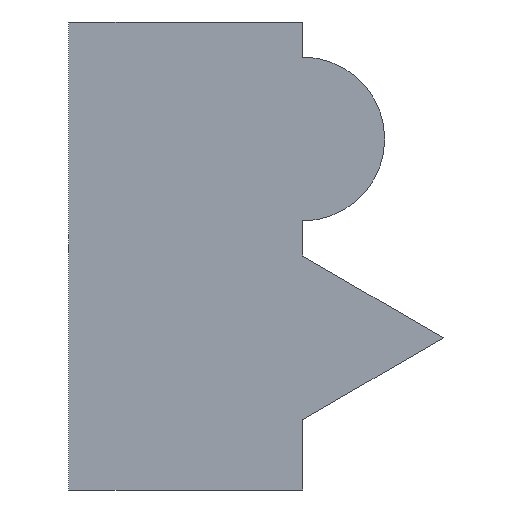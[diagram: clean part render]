
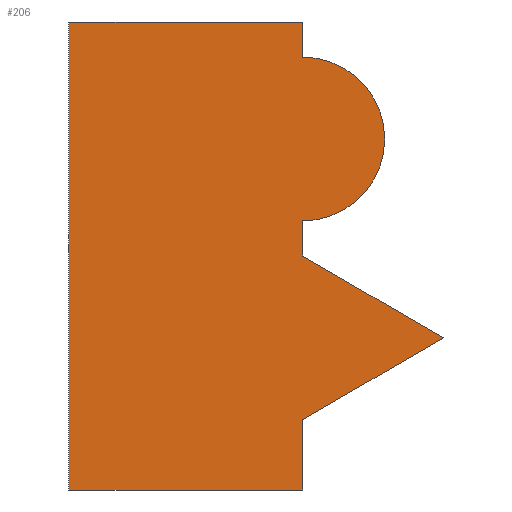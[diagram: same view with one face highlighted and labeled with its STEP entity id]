
A CAD part, front view. The second image highlights one B-rep face of the part: STEP entity #206.
In plain terms, the highlighted planar face has unit normal (0, -1, 0).
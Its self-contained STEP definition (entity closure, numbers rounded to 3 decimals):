
#4 = ORIENTED_EDGE ( 'NONE', *, *, #77, .F. ) ;
#8 = VERTEX_POINT ( 'NONE', #183 ) ;
#15 = VECTOR ( 'NONE', #148, 1000. ) ;
#16 = CARTESIAN_POINT ( 'NONE',  ( 100., 0., 0. ) ) ;
#20 = LINE ( 'NONE', #16, #221 ) ;
#22 = EDGE_CURVE ( 'NONE', #8, #169, #293, .T. ) ;
#24 = CARTESIAN_POINT ( 'NONE',  ( 160., 0., -135. ) ) ;
#28 = DIRECTION ( 'NONE',  ( 0.864, 0., -0.504 ) ) ;
#47 = VERTEX_POINT ( 'NONE', #369 ) ;
#48 = EDGE_CURVE ( 'NONE', #98, #174, #87, .T. ) ;
#51 = CIRCLE ( 'NONE', #275, 35. ) ;
#52 = CARTESIAN_POINT ( 'NONE',  ( 100., 0., -200. ) ) ;
#55 = CARTESIAN_POINT ( 'NONE',  ( 100., 0., -50. ) ) ;
#58 = ORIENTED_EDGE ( 'NONE', *, *, #318, .F. ) ;
#62 = VERTEX_POINT ( 'NONE', #91 ) ;
#64 = VERTEX_POINT ( 'NONE', #173 ) ;
#77 = EDGE_CURVE ( 'NONE', #62, #47, #117, .T. ) ;
#79 = FACE_OUTER_BOUND ( 'NONE', #179, .T. ) ;
#80 = DIRECTION ( 'NONE',  ( 0., 0., 1. ) ) ;
#83 = DIRECTION ( 'NONE',  ( 0., 1., 0. ) ) ;
#85 = LINE ( 'NONE', #345, #234 ) ;
#87 = LINE ( 'NONE', #364, #246 ) ;
#91 = CARTESIAN_POINT ( 'NONE',  ( 0., 0., 0. ) ) ;
#98 = VERTEX_POINT ( 'NONE', #251 ) ;
#105 = CARTESIAN_POINT ( 'NONE',  ( 100., 0., -50. ) ) ;
#116 = ORIENTED_EDGE ( 'NONE', *, *, #22, .F. ) ;
#117 = LINE ( 'NONE', #228, #269 ) ;
#131 = EDGE_CURVE ( 'NONE', #47, #225, #20, .T. ) ;
#145 = ORIENTED_EDGE ( 'NONE', *, *, #48, .F. ) ;
#148 = DIRECTION ( 'NONE',  ( -0.864, 0., -0.504 ) ) ;
#159 = VECTOR ( 'NONE', #295, 1000. ) ;
#161 = DIRECTION ( 'NONE',  ( 1., 0., 0. ) ) ;
#164 = DIRECTION ( 'NONE',  ( -1., 0., 0. ) ) ;
#169 = VERTEX_POINT ( 'NONE', #52 ) ;
#173 = CARTESIAN_POINT ( 'NONE',  ( 100., 0., -85. ) ) ;
#174 = VERTEX_POINT ( 'NONE', #24 ) ;
#178 = ORIENTED_EDGE ( 'NONE', *, *, #329, .F. ) ;
#179 = EDGE_LOOP ( 'NONE', ( #58, #289, #116, #303, #145, #178, #236, #307, #4 ) ) ;
#182 = CARTESIAN_POINT ( 'NONE',  ( 100., 0., -170. ) ) ;
#183 = CARTESIAN_POINT ( 'NONE',  ( 100., 0., -170. ) ) ;
#184 = DIRECTION ( 'NONE',  ( 0., 0., -1. ) ) ;
#192 = LINE ( 'NONE', #232, #347 ) ;
#197 = DIRECTION ( 'NONE',  ( 0., 0., -1. ) ) ;
#201 = DIRECTION ( 'NONE',  ( 0., 0., 1. ) ) ;
#206 = ADVANCED_FACE ( 'NONE', ( #79 ), #360, .F. ) ;
#213 = EDGE_CURVE ( 'NONE', #225, #64, #51, .T. ) ;
#218 = DIRECTION ( 'NONE',  ( 0., 1., 0. ) ) ;
#221 = VECTOR ( 'NONE', #184, 1000. ) ;
#224 = CARTESIAN_POINT ( 'NONE',  ( 100., 0., -15. ) ) ;
#225 = VERTEX_POINT ( 'NONE', #224 ) ;
#228 = CARTESIAN_POINT ( 'NONE',  ( 0., 0., 0. ) ) ;
#230 = DIRECTION ( 'NONE',  ( 0., 0., 1. ) ) ;
#232 = CARTESIAN_POINT ( 'NONE',  ( 100., 0., -85. ) ) ;
#234 = VECTOR ( 'NONE', #201, 1000. ) ;
#236 = ORIENTED_EDGE ( 'NONE', *, *, #213, .F. ) ;
#246 = VECTOR ( 'NONE', #28, 1000. ) ;
#251 = CARTESIAN_POINT ( 'NONE',  ( 100., 0., -100. ) ) ;
#256 = EDGE_CURVE ( 'NONE', #174, #8, #278, .T. ) ;
#269 = VECTOR ( 'NONE', #161, 1000. ) ;
#275 = AXIS2_PLACEMENT_3D ( 'NONE', #55, #218, #230 ) ;
#278 = LINE ( 'NONE', #290, #15 ) ;
#289 = ORIENTED_EDGE ( 'NONE', *, *, #340, .F. ) ;
#290 = CARTESIAN_POINT ( 'NONE',  ( 100., 0., -170. ) ) ;
#293 = LINE ( 'NONE', #182, #159 ) ;
#295 = DIRECTION ( 'NONE',  ( 0., 0., -1. ) ) ;
#303 = ORIENTED_EDGE ( 'NONE', *, *, #256, .F. ) ;
#304 = LINE ( 'NONE', #316, #312 ) ;
#307 = ORIENTED_EDGE ( 'NONE', *, *, #131, .F. ) ;
#308 = CARTESIAN_POINT ( 'NONE',  ( 0., 0., -200. ) ) ;
#312 = VECTOR ( 'NONE', #164, 1000. ) ;
#316 = CARTESIAN_POINT ( 'NONE',  ( 0., 0., -200. ) ) ;
#318 = EDGE_CURVE ( 'NONE', #336, #62, #85, .T. ) ;
#325 = AXIS2_PLACEMENT_3D ( 'NONE', #105, #83, #80 ) ;
#329 = EDGE_CURVE ( 'NONE', #64, #98, #192, .T. ) ;
#336 = VERTEX_POINT ( 'NONE', #308 ) ;
#340 = EDGE_CURVE ( 'NONE', #169, #336, #304, .T. ) ;
#345 = CARTESIAN_POINT ( 'NONE',  ( 0., 0., 0. ) ) ;
#347 = VECTOR ( 'NONE', #197, 1000. ) ;
#360 = PLANE ( 'NONE',  #325 ) ;
#364 = CARTESIAN_POINT ( 'NONE',  ( 160., 0., -135. ) ) ;
#369 = CARTESIAN_POINT ( 'NONE',  ( 100., 0., 0. ) ) ;
